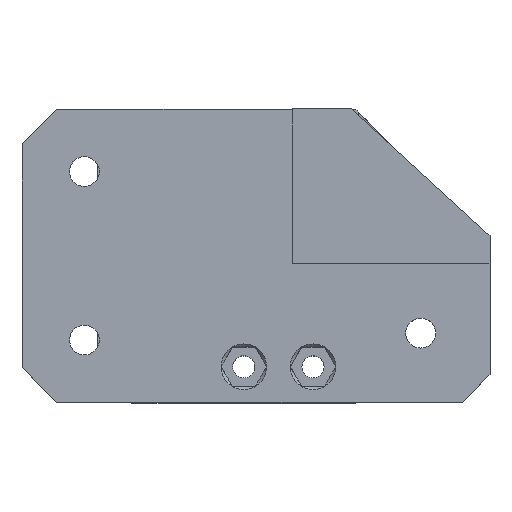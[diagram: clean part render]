
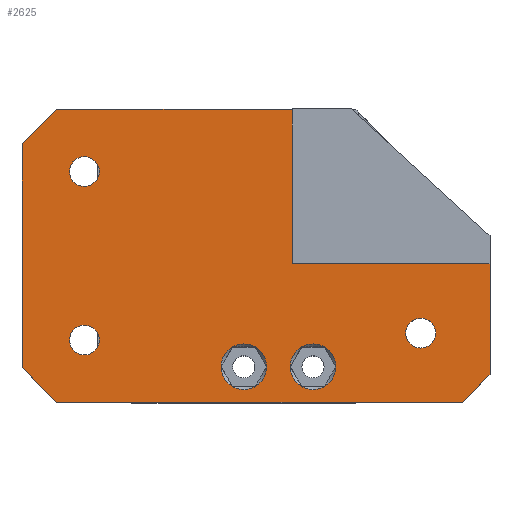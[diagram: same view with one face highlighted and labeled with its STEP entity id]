
A CAD part, top view. The second image highlights one B-rep face of the part: STEP entity #2625.
In plain terms, the highlighted planar face has unit normal (0, 0, 1).
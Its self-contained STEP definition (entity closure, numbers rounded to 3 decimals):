
#113=FACE_BOUND('',#1007,.T.);
#114=FACE_BOUND('',#1008,.T.);
#115=FACE_BOUND('',#1009,.T.);
#116=FACE_BOUND('',#1010,.T.);
#117=FACE_BOUND('',#1011,.T.);
#205=PLANE('',#2894);
#295=LINE('',#3972,#536);
#321=LINE('',#4111,#562);
#381=LINE('',#4282,#622);
#385=LINE('',#4289,#626);
#430=LINE('',#4395,#671);
#441=LINE('',#4434,#682);
#442=LINE('',#4436,#683);
#443=LINE('',#4438,#684);
#444=LINE('',#4439,#685);
#536=VECTOR('',#3164,1.);
#562=VECTOR('',#3280,1.);
#622=VECTOR('',#3446,10.);
#626=VECTOR('',#3452,10.);
#671=VECTOR('',#3569,1.);
#682=VECTOR('',#3634,1.);
#683=VECTOR('',#3635,1.);
#684=VECTOR('',#3636,1.);
#685=VECTOR('',#3637,1.);
#831=FACE_OUTER_BOUND('',#1006,.T.);
#1006=EDGE_LOOP('',(#2406,#2407,#2408,#2409,#2410,#2411,#2412,#2413,#2414));
#1007=EDGE_LOOP('',(#2415,#2416,#2417,#2418,#2419,#2420));
#1008=EDGE_LOOP('',(#2421,#2422,#2423,#2424,#2425,#2426));
#1009=EDGE_LOOP('',(#2427));
#1010=EDGE_LOOP('',(#2428));
#1011=EDGE_LOOP('',(#2429));
#1068=CIRCLE('',#2738,3.291);
#1069=CIRCLE('',#2740,3.291);
#1070=CIRCLE('',#2742,3.291);
#1071=CIRCLE('',#2744,3.291);
#1072=CIRCLE('',#2746,3.291);
#1073=CIRCLE('',#2748,3.291);
#1074=CIRCLE('',#2750,3.291);
#1075=CIRCLE('',#2752,3.291);
#1076=CIRCLE('',#2754,3.291);
#1077=CIRCLE('',#2756,3.291);
#1078=CIRCLE('',#2758,3.291);
#1079=CIRCLE('',#2760,3.291);
#1103=CIRCLE('',#2870,2.15);
#1109=CIRCLE('',#2895,2.15);
#1110=CIRCLE('',#2896,2.15);
#1228=VERTEX_POINT('',#3969);
#1229=VERTEX_POINT('',#3971);
#1236=VERTEX_POINT('',#3987);
#1237=VERTEX_POINT('',#3988);
#1238=VERTEX_POINT('',#3994);
#1239=VERTEX_POINT('',#4000);
#1240=VERTEX_POINT('',#4006);
#1241=VERTEX_POINT('',#4012);
#1242=VERTEX_POINT('',#4023);
#1243=VERTEX_POINT('',#4024);
#1244=VERTEX_POINT('',#4030);
#1245=VERTEX_POINT('',#4036);
#1246=VERTEX_POINT('',#4042);
#1247=VERTEX_POINT('',#4048);
#1260=VERTEX_POINT('',#4108);
#1261=VERTEX_POINT('',#4110);
#1310=VERTEX_POINT('',#4281);
#1312=VERTEX_POINT('',#4287);
#1337=VERTEX_POINT('',#4393);
#1338=VERTEX_POINT('',#4399);
#1339=VERTEX_POINT('',#4435);
#1340=VERTEX_POINT('',#4437);
#1341=VERTEX_POINT('',#4440);
#1342=VERTEX_POINT('',#4442);
#1490=EDGE_CURVE('',#1229,#1228,#295,.T.);
#1499=EDGE_CURVE('',#1237,#1236,#1068,.T.);
#1501=EDGE_CURVE('',#1238,#1237,#1069,.T.);
#1503=EDGE_CURVE('',#1239,#1238,#1070,.T.);
#1505=EDGE_CURVE('',#1240,#1239,#1071,.T.);
#1507=EDGE_CURVE('',#1241,#1240,#1072,.T.);
#1509=EDGE_CURVE('',#1236,#1241,#1073,.T.);
#1511=EDGE_CURVE('',#1243,#1242,#1074,.T.);
#1513=EDGE_CURVE('',#1244,#1243,#1075,.T.);
#1515=EDGE_CURVE('',#1245,#1244,#1076,.T.);
#1517=EDGE_CURVE('',#1246,#1245,#1077,.T.);
#1519=EDGE_CURVE('',#1247,#1246,#1078,.T.);
#1521=EDGE_CURVE('',#1242,#1247,#1079,.T.);
#1548=EDGE_CURVE('',#1260,#1261,#321,.T.);
#1632=EDGE_CURVE('',#1310,#1260,#381,.T.);
#1636=EDGE_CURVE('',#1312,#1310,#385,.T.);
#1687=EDGE_CURVE('',#1312,#1337,#430,.T.);
#1690=EDGE_CURVE('',#1338,#1338,#1103,.T.);
#1704=EDGE_CURVE('',#1229,#1337,#441,.T.);
#1705=EDGE_CURVE('',#1228,#1339,#442,.F.);
#1706=EDGE_CURVE('',#1339,#1340,#443,.T.);
#1707=EDGE_CURVE('',#1340,#1261,#444,.F.);
#1708=EDGE_CURVE('',#1341,#1341,#1109,.T.);
#1709=EDGE_CURVE('',#1342,#1342,#1110,.T.);
#2406=ORIENTED_EDGE('',*,*,#1632,.F.);
#2407=ORIENTED_EDGE('',*,*,#1636,.F.);
#2408=ORIENTED_EDGE('',*,*,#1687,.T.);
#2409=ORIENTED_EDGE('',*,*,#1704,.F.);
#2410=ORIENTED_EDGE('',*,*,#1490,.T.);
#2411=ORIENTED_EDGE('',*,*,#1705,.T.);
#2412=ORIENTED_EDGE('',*,*,#1706,.T.);
#2413=ORIENTED_EDGE('',*,*,#1707,.T.);
#2414=ORIENTED_EDGE('',*,*,#1548,.F.);
#2415=ORIENTED_EDGE('',*,*,#1509,.T.);
#2416=ORIENTED_EDGE('',*,*,#1507,.T.);
#2417=ORIENTED_EDGE('',*,*,#1505,.T.);
#2418=ORIENTED_EDGE('',*,*,#1503,.T.);
#2419=ORIENTED_EDGE('',*,*,#1501,.T.);
#2420=ORIENTED_EDGE('',*,*,#1499,.T.);
#2421=ORIENTED_EDGE('',*,*,#1521,.T.);
#2422=ORIENTED_EDGE('',*,*,#1519,.T.);
#2423=ORIENTED_EDGE('',*,*,#1517,.T.);
#2424=ORIENTED_EDGE('',*,*,#1515,.T.);
#2425=ORIENTED_EDGE('',*,*,#1513,.T.);
#2426=ORIENTED_EDGE('',*,*,#1511,.T.);
#2427=ORIENTED_EDGE('',*,*,#1690,.F.);
#2428=ORIENTED_EDGE('',*,*,#1708,.T.);
#2429=ORIENTED_EDGE('',*,*,#1709,.T.);
#2625=ADVANCED_FACE('',(#831,#113,#114,#115,#116,#117),#205,.T.);
#2738=AXIS2_PLACEMENT_3D('',#3992,#3178,#3179);
#2740=AXIS2_PLACEMENT_3D('',#3998,#3182,#3183);
#2742=AXIS2_PLACEMENT_3D('',#4004,#3186,#3187);
#2744=AXIS2_PLACEMENT_3D('',#4010,#3190,#3191);
#2746=AXIS2_PLACEMENT_3D('',#4016,#3194,#3195);
#2748=AXIS2_PLACEMENT_3D('',#4021,#3198,#3199);
#2750=AXIS2_PLACEMENT_3D('',#4028,#3202,#3203);
#2752=AXIS2_PLACEMENT_3D('',#4034,#3206,#3207);
#2754=AXIS2_PLACEMENT_3D('',#4040,#3210,#3211);
#2756=AXIS2_PLACEMENT_3D('',#4046,#3214,#3215);
#2758=AXIS2_PLACEMENT_3D('',#4052,#3218,#3219);
#2760=AXIS2_PLACEMENT_3D('',#4057,#3222,#3223);
#2870=AXIS2_PLACEMENT_3D('',#4401,#3576,#3577);
#2894=AXIS2_PLACEMENT_3D('',#4433,#3632,#3633);
#2895=AXIS2_PLACEMENT_3D('',#4441,#3638,#3639);
#2896=AXIS2_PLACEMENT_3D('',#4443,#3640,#3641);
#3164=DIRECTION('',(-1.,0.,0.));
#3178=DIRECTION('center_axis',(0.,0.,-1.));
#3179=DIRECTION('ref_axis',(-1.,0.,0.));
#3182=DIRECTION('center_axis',(0.,0.,-1.));
#3183=DIRECTION('ref_axis',(-1.,0.,0.));
#3186=DIRECTION('center_axis',(0.,0.,-1.));
#3187=DIRECTION('ref_axis',(-1.,0.,0.));
#3190=DIRECTION('center_axis',(0.,0.,-1.));
#3191=DIRECTION('ref_axis',(-1.,0.,0.));
#3194=DIRECTION('center_axis',(0.,0.,-1.));
#3195=DIRECTION('ref_axis',(-1.,0.,0.));
#3198=DIRECTION('center_axis',(0.,0.,-1.));
#3199=DIRECTION('ref_axis',(-1.,0.,0.));
#3202=DIRECTION('center_axis',(0.,0.,-1.));
#3203=DIRECTION('ref_axis',(-1.,0.,0.));
#3206=DIRECTION('center_axis',(0.,0.,-1.));
#3207=DIRECTION('ref_axis',(-1.,0.,0.));
#3210=DIRECTION('center_axis',(0.,0.,-1.));
#3211=DIRECTION('ref_axis',(-1.,0.,0.));
#3214=DIRECTION('center_axis',(0.,0.,-1.));
#3215=DIRECTION('ref_axis',(-1.,0.,0.));
#3218=DIRECTION('center_axis',(0.,0.,-1.));
#3219=DIRECTION('ref_axis',(-1.,0.,0.));
#3222=DIRECTION('center_axis',(0.,0.,-1.));
#3223=DIRECTION('ref_axis',(-1.,0.,0.));
#3280=DIRECTION('',(-1.,0.,0.));
#3446=DIRECTION('',(-0.707,-0.707,0.));
#3452=DIRECTION('',(0.,-1.,0.));
#3569=DIRECTION('',(-1.,0.,0.));
#3576=DIRECTION('center_axis',(0.,0.,1.));
#3577=DIRECTION('ref_axis',(1.,0.,0.));
#3632=DIRECTION('center_axis',(0.,0.,1.));
#3633=DIRECTION('ref_axis',(1.,0.,0.));
#3634=DIRECTION('',(0.,-1.,0.));
#3635=DIRECTION('',(0.707,0.707,0.));
#3636=DIRECTION('',(0.,-1.,0.));
#3637=DIRECTION('',(-0.707,0.707,0.));
#3638=DIRECTION('center_axis',(0.,0.,-1.));
#3639=DIRECTION('ref_axis',(1.,0.,0.));
#3640=DIRECTION('center_axis',(0.,0.,-1.));
#3641=DIRECTION('ref_axis',(1.,0.,0.));
#3969=CARTESIAN_POINT('',(-224.2,297.3,26.973));
#3971=CARTESIAN_POINT('',(-190.2,297.3,26.973));
#3972=CARTESIAN_POINT('',(-190.2,297.3,26.973));
#3987=CARTESIAN_POINT('',(-195.555,257.3,26.973));
#3988=CARTESIAN_POINT('',(-193.909,260.15,26.973));
#3992=CARTESIAN_POINT('Origin',(-197.2,260.15,26.973));
#3994=CARTESIAN_POINT('',(-195.555,263.,26.973));
#3998=CARTESIAN_POINT('Origin',(-197.2,260.15,26.973));
#4000=CARTESIAN_POINT('',(-198.845,263.,26.973));
#4004=CARTESIAN_POINT('Origin',(-197.2,260.15,26.973));
#4006=CARTESIAN_POINT('',(-200.491,260.15,26.973));
#4010=CARTESIAN_POINT('Origin',(-197.2,260.15,26.973));
#4012=CARTESIAN_POINT('',(-198.845,257.3,26.973));
#4016=CARTESIAN_POINT('Origin',(-197.2,260.15,26.973));
#4021=CARTESIAN_POINT('Origin',(-197.2,260.15,26.973));
#4023=CARTESIAN_POINT('',(-185.575,263.,26.973));
#4024=CARTESIAN_POINT('',(-188.865,263.,26.973));
#4028=CARTESIAN_POINT('Origin',(-187.22,260.15,26.973));
#4030=CARTESIAN_POINT('',(-190.511,260.15,26.973));
#4034=CARTESIAN_POINT('Origin',(-187.22,260.15,26.973));
#4036=CARTESIAN_POINT('',(-188.865,257.3,26.973));
#4040=CARTESIAN_POINT('Origin',(-187.22,260.15,26.973));
#4042=CARTESIAN_POINT('',(-185.575,257.3,26.973));
#4046=CARTESIAN_POINT('Origin',(-187.22,260.15,26.973));
#4048=CARTESIAN_POINT('',(-183.929,260.15,26.973));
#4052=CARTESIAN_POINT('Origin',(-187.22,260.15,26.973));
#4057=CARTESIAN_POINT('Origin',(-187.22,260.15,26.973));
#4108=CARTESIAN_POINT('',(-165.7,255.,26.973));
#4110=CARTESIAN_POINT('',(-224.2,255.,26.973));
#4111=CARTESIAN_POINT('',(-176.05,255.,26.973));
#4281=CARTESIAN_POINT('',(-161.7,259.,26.973));
#4282=CARTESIAN_POINT('',(-66.133,354.567,26.973));
#4287=CARTESIAN_POINT('',(-161.7,275.,26.973));
#4289=CARTESIAN_POINT('',(-161.7,260.,26.973));
#4393=CARTESIAN_POINT('',(-190.2,275.,26.973));
#4395=CARTESIAN_POINT('',(-176.05,275.,26.973));
#4399=CARTESIAN_POINT('',(-173.85,265.,26.973));
#4401=CARTESIAN_POINT('Origin',(-171.7,265.,26.973));
#4433=CARTESIAN_POINT('Origin',(-190.2,673.77,26.973));
#4434=CARTESIAN_POINT('',(-190.2,297.3,26.973));
#4435=CARTESIAN_POINT('',(-229.2,292.3,26.973));
#4436=CARTESIAN_POINT('',(-229.2,292.3,26.973));
#4437=CARTESIAN_POINT('',(-229.2,260.,26.973));
#4438=CARTESIAN_POINT('',(-229.2,292.3,26.973));
#4439=CARTESIAN_POINT('',(-224.2,255.,26.973));
#4440=CARTESIAN_POINT('',(-222.35,264.,26.973));
#4441=CARTESIAN_POINT('Origin',(-220.2,264.,26.973));
#4442=CARTESIAN_POINT('',(-222.35,288.3,26.973));
#4443=CARTESIAN_POINT('Origin',(-220.2,288.3,26.973));
